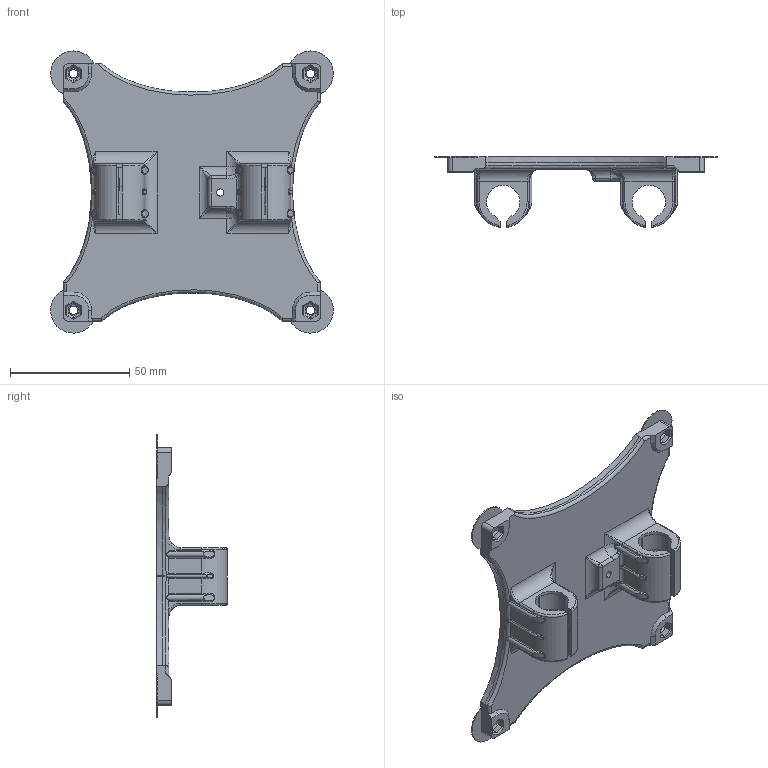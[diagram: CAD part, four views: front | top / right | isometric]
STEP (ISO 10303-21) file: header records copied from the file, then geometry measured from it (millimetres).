
FILE_DESCRIPTION (( 'STEP AP214' ), '1' );
FILE_NAME ('Bed_22.STEP', '2022-01-12T17:32:25', ( '' ), ( '' ), 'SwSTEP 2.0', 'SolidWorks 2021', '' );
FILE_SCHEMA (( 'AUTOMOTIVE_DESIGN' ));
Length unit declared in the file: inch
Products named in the file (1): Bed_22
Bounding box: 118.28 x 29.56 x 118.1 mm (x, y, z)
Volume: 62097.7 mm3; surface area: 27051.4 mm2
Topology: 1 solids, 1 shells, 486 faces, 1224 edges, 739 vertices
Faces by surface type: plane 203, cylinder 138, bspline 109, torus 18, cone 16, sphere 2
Entity records: 21046 total; most frequent: CARTESIAN_POINT 10456, ORIENTED_EDGE 2428, DIRECTION 1840, EDGE_CURVE 1214, VERTEX_POINT 739, VECTOR 640, LINE 640, AXIS2_PLACEMENT_3D 600
